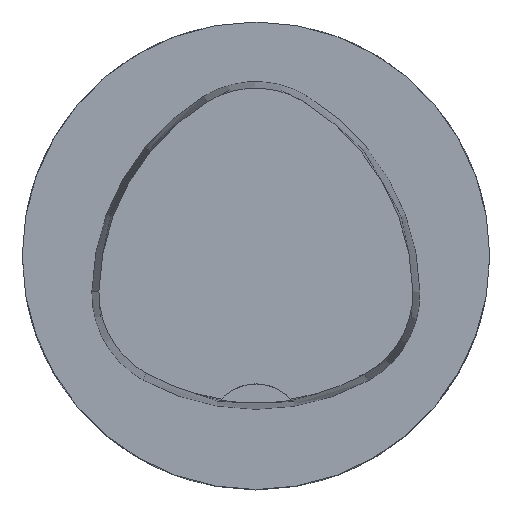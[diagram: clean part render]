
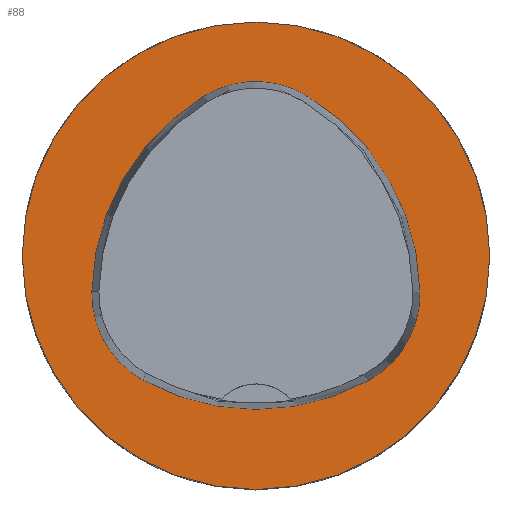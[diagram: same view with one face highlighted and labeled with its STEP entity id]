
A CAD part, top view. The second image highlights one B-rep face of the part: STEP entity #88.
In plain terms, the highlighted planar face has unit normal (0, 0, 1).
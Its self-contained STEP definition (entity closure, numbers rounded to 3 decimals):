
#45=FACE_BOUND('',#147,.T.);
#46=FACE_BOUND('',#148,.T.);
#64=PLANE('',#495);
#88=ADVANCED_FACE('',(#45,#46),#64,.T.);
#147=EDGE_LOOP('',(#260,#261,#262,#263,#264,#265));
#148=EDGE_LOOP('',(#266));
#260=ORIENTED_EDGE('',*,*,#393,.T.);
#261=ORIENTED_EDGE('',*,*,#373,.T.);
#262=ORIENTED_EDGE('',*,*,#377,.T.);
#263=ORIENTED_EDGE('',*,*,#380,.T.);
#264=ORIENTED_EDGE('',*,*,#383,.T.);
#265=ORIENTED_EDGE('',*,*,#391,.T.);
#266=ORIENTED_EDGE('',*,*,#396,.F.);
#334=VERTEX_POINT('',#687);
#335=VERTEX_POINT('',#688);
#338=VERTEX_POINT('',#696);
#340=VERTEX_POINT('',#702);
#342=VERTEX_POINT('',#708);
#349=VERTEX_POINT('',#729);
#350=VERTEX_POINT('',#739);
#373=EDGE_CURVE('',#334,#335,#428,.T.);
#377=EDGE_CURVE('',#335,#338,#430,.T.);
#380=EDGE_CURVE('',#338,#340,#432,.T.);
#383=EDGE_CURVE('',#340,#342,#434,.T.);
#391=EDGE_CURVE('',#342,#349,#438,.T.);
#393=EDGE_CURVE('',#349,#334,#440,.T.);
#396=EDGE_CURVE('',#350,#350,#443,.T.);
#428=CIRCLE('',#472,20.);
#430=CIRCLE('',#475,8.5);
#432=CIRCLE('',#478,20.);
#434=CIRCLE('',#481,8.5);
#438=CIRCLE('',#486,20.);
#440=CIRCLE('',#489,8.5);
#443=CIRCLE('',#494,20.);
#472=AXIS2_PLACEMENT_3D('',#686,#540,#541);
#475=AXIS2_PLACEMENT_3D('',#695,#548,#549);
#478=AXIS2_PLACEMENT_3D('',#701,#555,#556);
#481=AXIS2_PLACEMENT_3D('',#707,#562,#563);
#486=AXIS2_PLACEMENT_3D('',#730,#574,#575);
#489=AXIS2_PLACEMENT_3D('',#733,#580,#581);
#494=AXIS2_PLACEMENT_3D('',#738,#590,#591);
#495=AXIS2_PLACEMENT_3D('',#740,#592,#593);
#540=DIRECTION('',(0.,0.,-1.));
#541=DIRECTION('',(-1.,0.,0.));
#548=DIRECTION('',(0.,0.,-1.));
#549=DIRECTION('',(-1.,0.,0.));
#555=DIRECTION('',(0.,0.,-1.));
#556=DIRECTION('',(-1.,0.,0.));
#562=DIRECTION('',(0.,0.,-1.));
#563=DIRECTION('',(-1.,0.,0.));
#574=DIRECTION('',(0.,0.,-1.));
#575=DIRECTION('',(-1.,0.,0.));
#580=DIRECTION('',(0.,0.,-1.));
#581=DIRECTION('',(-1.,0.,0.));
#590=DIRECTION('',(0.,0.,-1.));
#591=DIRECTION('',(-1.,0.,0.));
#592=DIRECTION('',(0.,0.,1.));
#593=DIRECTION('',(1.,0.,0.));
#686=CARTESIAN_POINT('',(5.955,-3.414,0.));
#687=CARTESIAN_POINT('',(-14.041,-3.042,0.));
#688=CARTESIAN_POINT('',(-4.472,13.653,0.));
#695=CARTESIAN_POINT('',(-0.04,6.4,0.));
#696=CARTESIAN_POINT('',(4.347,13.68,0.));
#701=CARTESIAN_POINT('',(-5.976,-3.45,0.));
#702=CARTESIAN_POINT('',(14.021,-3.075,0.));
#707=CARTESIAN_POINT('',(5.522,-3.235,0.));
#708=CARTESIAN_POINT('',(9.588,-10.699,0.));
#729=CARTESIAN_POINT('',(-9.655,-10.639,0.));
#730=CARTESIAN_POINT('',(0.022,6.864,0.));
#733=CARTESIAN_POINT('',(-5.543,-3.2,0.));
#738=CARTESIAN_POINT('',(0.,0.,0.));
#739=CARTESIAN_POINT('',(-20.,0.,0.));
#740=CARTESIAN_POINT('',(0.,0.,0.));
